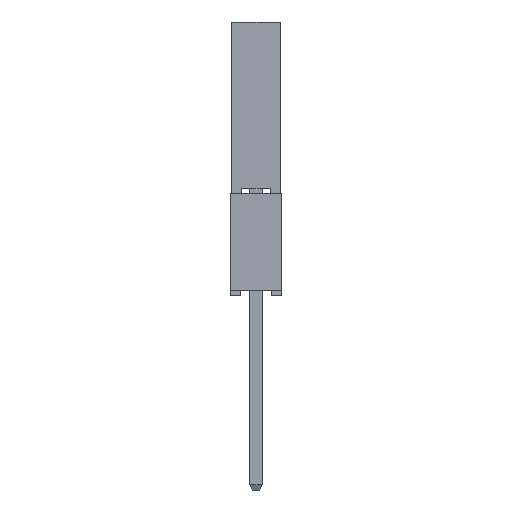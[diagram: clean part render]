
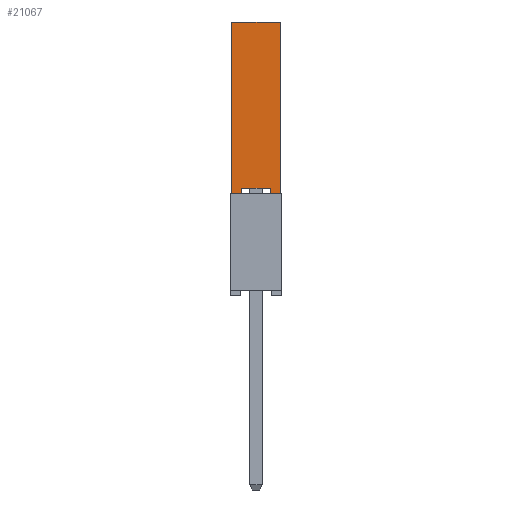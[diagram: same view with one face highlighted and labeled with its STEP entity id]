
A CAD part, left-side view. The second image highlights one B-rep face of the part: STEP entity #21067.
In plain terms, the highlighted planar face has unit normal (-1, 0, 0).
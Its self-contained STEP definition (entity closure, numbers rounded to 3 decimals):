
#532 = DIRECTION ( 'NONE',  ( 0., 0., 1. ) ) ;
#2214 = DIRECTION ( 'NONE',  ( 0., 0., 1. ) ) ;
#4027 = LINE ( 'NONE', #32228, #22375 ) ;
#5237 = LINE ( 'NONE', #19733, #32369 ) ;
#5351 = LINE ( 'NONE', #16085, #23447 ) ;
#6349 = ORIENTED_EDGE ( 'NONE', *, *, #24206, .T. ) ;
#8219 = EDGE_CURVE ( 'NONE', #21466, #9075, #20749, .T. ) ;
#8240 = EDGE_LOOP ( 'NONE', ( #18165, #15023, #26658, #38694, #36948, #32959, #6349, #39684 ) ) ;
#8467 = CARTESIAN_POINT ( 'NONE',  ( 0., 8.509, 1.207 ) ) ;
#9075 = VERTEX_POINT ( 'NONE', #39067 ) ;
#11514 = LINE ( 'NONE', #25085, #32646 ) ;
#11763 = EDGE_CURVE ( 'NONE', #27485, #21466, #5351, .T. ) ;
#11874 = CARTESIAN_POINT ( 'NONE',  ( 0., 0., -1.207 ) ) ;
#12434 = FACE_OUTER_BOUND ( 'NONE', #8240, .T. ) ;
#14721 = CARTESIAN_POINT ( 'NONE',  ( 0., 0.254, -0.699 ) ) ;
#14900 = LINE ( 'NONE', #17991, #34338 ) ;
#15023 = ORIENTED_EDGE ( 'NONE', *, *, #34211, .T. ) ;
#15142 = CARTESIAN_POINT ( 'NONE',  ( 0., 8.509, -1.207 ) ) ;
#16085 = CARTESIAN_POINT ( 'NONE',  ( 0., 0.254, -0.699 ) ) ;
#17749 = DIRECTION ( 'NONE',  ( 0., 1., 0. ) ) ;
#17991 = CARTESIAN_POINT ( 'NONE',  ( 0., 0., -0.699 ) ) ;
#18165 = ORIENTED_EDGE ( 'NONE', *, *, #8219, .T. ) ;
#19202 = VERTEX_POINT ( 'NONE', #27775 ) ;
#19733 = CARTESIAN_POINT ( 'NONE',  ( 0., 0., -1.207 ) ) ;
#20749 = LINE ( 'NONE', #38238, #41095 ) ;
#21067 = ADVANCED_FACE ( 'NONE', ( #12434 ), #38704, .F. ) ;
#21466 = VERTEX_POINT ( 'NONE', #33510 ) ;
#22150 = DIRECTION ( 'NONE',  ( 0., 0., 1. ) ) ;
#22375 = VECTOR ( 'NONE', #532, 1000. ) ;
#22909 = DIRECTION ( 'NONE',  ( 0., 0., 1. ) ) ;
#23447 = VECTOR ( 'NONE', #22909, 1000. ) ;
#24206 = EDGE_CURVE ( 'NONE', #24282, #27485, #14900, .T. ) ;
#24228 = VERTEX_POINT ( 'NONE', #15142 ) ;
#24282 = VERTEX_POINT ( 'NONE', #35473 ) ;
#24715 = EDGE_CURVE ( 'NONE', #45728, #19202, #27447, .T. ) ;
#25085 = CARTESIAN_POINT ( 'NONE',  ( 0., 8.509, -1.207 ) ) ;
#25621 = VECTOR ( 'NONE', #22150, 1000. ) ;
#26658 = ORIENTED_EDGE ( 'NONE', *, *, #24715, .F. ) ;
#27151 = CARTESIAN_POINT ( 'NONE',  ( 0., 8.509, -1.207 ) ) ;
#27447 = LINE ( 'NONE', #41630, #44622 ) ;
#27485 = VERTEX_POINT ( 'NONE', #14721 ) ;
#27758 = DIRECTION ( 'NONE',  ( 0., -1., 0. ) ) ;
#27775 = CARTESIAN_POINT ( 'NONE',  ( 0., 0., 1.207 ) ) ;
#31714 = DIRECTION ( 'NONE',  ( 1., 0., 0. ) ) ;
#31784 = EDGE_CURVE ( 'NONE', #41905, #24282, #39598, .T. ) ;
#32228 = CARTESIAN_POINT ( 'NONE',  ( 0., 8.509, -1.207 ) ) ;
#32369 = VECTOR ( 'NONE', #2214, 1000. ) ;
#32646 = VECTOR ( 'NONE', #40203, 1000. ) ;
#32959 = ORIENTED_EDGE ( 'NONE', *, *, #31784, .T. ) ;
#33510 = CARTESIAN_POINT ( 'NONE',  ( 0., 0.254, 0.699 ) ) ;
#34211 = EDGE_CURVE ( 'NONE', #9075, #19202, #5237, .T. ) ;
#34338 = VECTOR ( 'NONE', #17749, 1000. ) ;
#34901 = DIRECTION ( 'NONE',  ( 0., -1., 0. ) ) ;
#35473 = CARTESIAN_POINT ( 'NONE',  ( 0., 0., -0.699 ) ) ;
#36948 = ORIENTED_EDGE ( 'NONE', *, *, #37285, .T. ) ;
#37285 = EDGE_CURVE ( 'NONE', #24228, #41905, #11514, .T. ) ;
#38238 = CARTESIAN_POINT ( 'NONE',  ( 0., 0.254, 0.699 ) ) ;
#38694 = ORIENTED_EDGE ( 'NONE', *, *, #40711, .F. ) ;
#38704 = PLANE ( 'NONE',  #41141 ) ;
#39067 = CARTESIAN_POINT ( 'NONE',  ( 0., 0., 0.699 ) ) ;
#39598 = LINE ( 'NONE', #45862, #25621 ) ;
#39684 = ORIENTED_EDGE ( 'NONE', *, *, #11763, .T. ) ;
#40203 = DIRECTION ( 'NONE',  ( 0., -1., 0. ) ) ;
#40711 = EDGE_CURVE ( 'NONE', #24228, #45728, #4027, .T. ) ;
#41095 = VECTOR ( 'NONE', #27758, 1000. ) ;
#41141 = AXIS2_PLACEMENT_3D ( 'NONE', #27151, #31714, #45891 ) ;
#41630 = CARTESIAN_POINT ( 'NONE',  ( 0., 8.509, 1.207 ) ) ;
#41905 = VERTEX_POINT ( 'NONE', #11874 ) ;
#44622 = VECTOR ( 'NONE', #34901, 1000. ) ;
#45728 = VERTEX_POINT ( 'NONE', #8467 ) ;
#45862 = CARTESIAN_POINT ( 'NONE',  ( 0., 0., -1.207 ) ) ;
#45891 = DIRECTION ( 'NONE',  ( 0., 0., -1. ) ) ;
